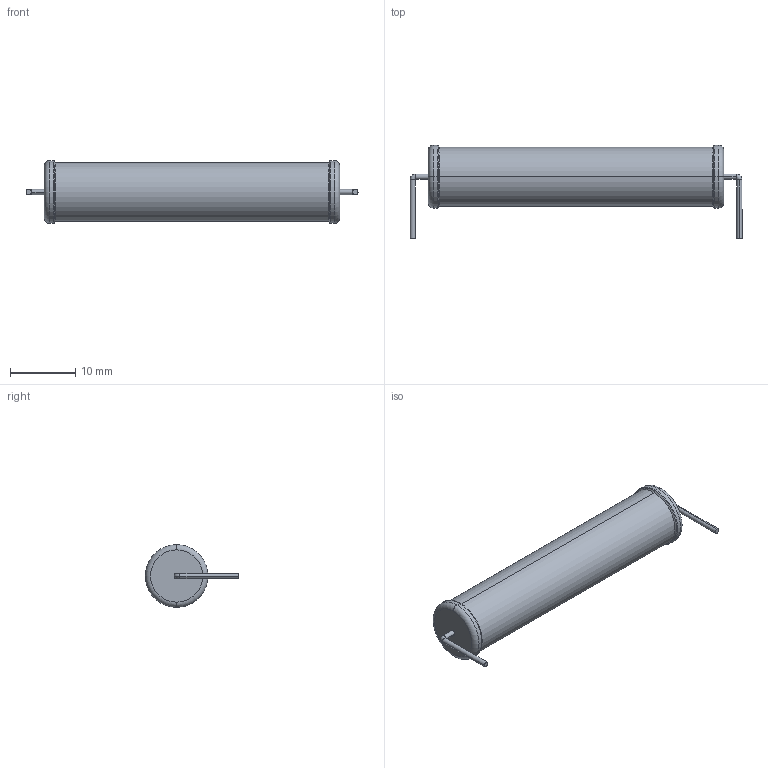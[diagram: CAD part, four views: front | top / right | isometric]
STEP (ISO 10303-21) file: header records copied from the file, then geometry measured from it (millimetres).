
FILE_DESCRIPTION (( 'STEP AP214' ), '1' );
FILE_NAME ('resistor-power-vishay-dale-10R-10W.STEP', '2014-04-05T14:28:51', ( 'Edu' ), ( '' ), 'SwSTEP 2.0', 'SolidWorks 2013', '' );
FILE_SCHEMA (( 'AUTOMOTIVE_DESIGN' ));
Length unit declared in the file: millimetre
Products named in the file (1): resistor-power-vishay-dale-10R-10W
Bounding box: 50.8 x 14.3 x 9.6 mm (x, y, z)
Volume: 2907.3 mm3; surface area: 1474.4 mm2
Topology: 1 solids, 1 shells, 34 faces, 70 edges, 40 vertices
Faces by surface type: cylinder 14, torus 12, cone 4, plane 4
Entity records: 1314 total; most frequent: DIRECTION 192, CARTESIAN_POINT 145, ORIENTED_EDGE 140, AXIS2_PLACEMENT_3D 87, EDGE_CURVE 70, CIRCLE 52, VERTEX_POINT 40, UNCERTAINTY_MEASURE_WITH_UNIT 37
